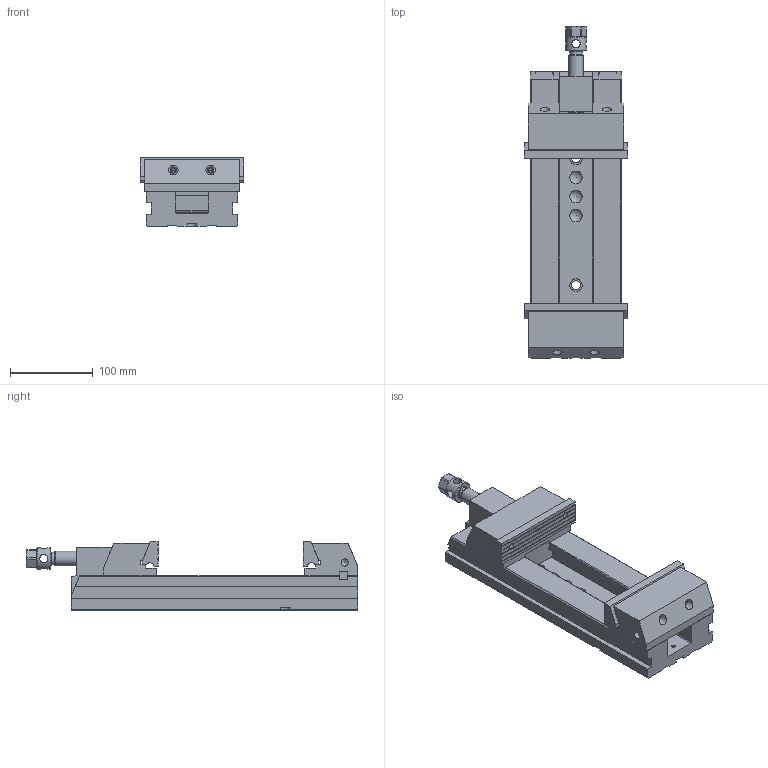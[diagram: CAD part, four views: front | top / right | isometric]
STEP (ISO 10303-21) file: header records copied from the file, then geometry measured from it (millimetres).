
FILE_DESCRIPTION(/* description */ (''),/* implementation_level */ '2;1');
FILE_NAME(/* name */ 'PRD_125GL_Mordaza.stp',/* time_stamp */ '2014-05-22T18:33:44+02:00',/* author */ (''),/* organization */ (''),/* preprocessor_version */ 'ST-DEVELOPER v15',/* originating_system */ 'SIEMENS PLM Software NX 9.0',/* authorisation */ '');
FILE_SCHEMA (('CONFIG_CONTROL_DESIGN'));
Length unit declared in the file: millimetre
Products named in the file (1): PRD_125GL_Mordaza
Bounding box: 125 x 400.83 x 83 mm (x, y, z)
Volume: 1705628.3 mm3; surface area: 291945.9 mm2
Topology: 11 solids, 11 shells, 458 faces, 1281 edges, 849 vertices
Faces by surface type: plane 290, cylinder 122, cone 28, sphere 9, torus 8, bspline 1
Full cylindrical faces by diameter (mm): 4.2 x1, 4.351 x4, 5.188 x4, 6.5 x4, 6.985 x4, 7.5 x4, 8 x4, 8.782 x4, 10 x4, 10.5 x3, 11 x2, 11.5 x4, 12.376 x2, 14 x2, 14.5 x1, 15 x5, 16.188 x1, 17 x2, 17.732 x1, 18 x1, 22 x2, 26 x1
Entity records: 14155 total; most frequent: CARTESIAN_POINT 2943, DIRECTION 2256, ORIENTED_EDGE 2194, EDGE_CURVE 1097, VERTEX_POINT 781, LINE 752, VECTOR 752, AXIS2_PLACEMENT_3D 752
